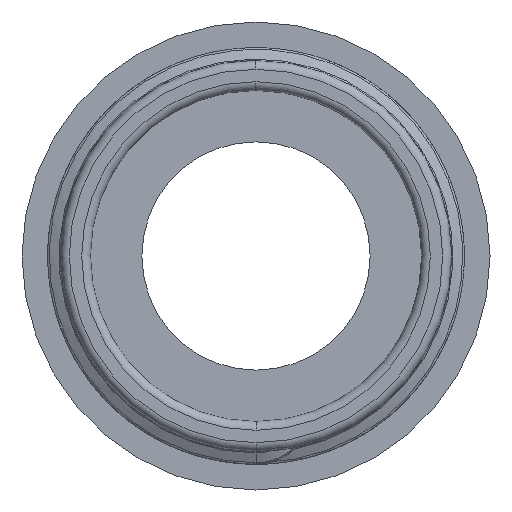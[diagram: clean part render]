
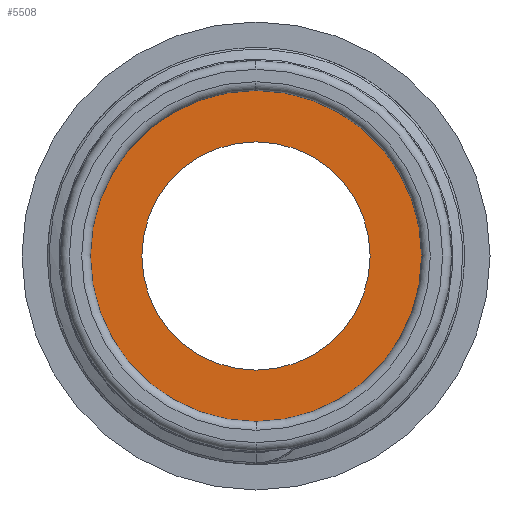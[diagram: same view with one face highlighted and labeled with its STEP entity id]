
A CAD part, left-side view. The second image highlights one B-rep face of the part: STEP entity #5508.
In plain terms, the highlighted planar face has unit normal (-1, 0, 0).
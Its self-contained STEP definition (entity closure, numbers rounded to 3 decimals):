
#172 = DIRECTION ( 'NONE',  ( 0., 0., -1. ) ) ;
#348 = CARTESIAN_POINT ( 'NONE',  ( 13., 0., 0. ) ) ;
#349 = DIRECTION ( 'NONE',  ( -1., 0., 0. ) ) ;
#350 = DIRECTION ( 'NONE',  ( 0., 0., 1. ) ) ;
#1906 = CARTESIAN_POINT ( 'NONE',  ( 13., 0., -13.1 ) ) ;
#1908 = CARTESIAN_POINT ( 'NONE',  ( 13., 0., -19. ) ) ;
#1909 = CARTESIAN_POINT ( 'NONE',  ( 13., 0., 13.1 ) ) ;
#1911 = CARTESIAN_POINT ( 'NONE',  ( 13., 0., 19. ) ) ;
#2518 = ORIENTED_EDGE ( 'NONE', *, *, #11209, .F. ) ;
#2519 = ORIENTED_EDGE ( 'NONE', *, *, #5570, .F. ) ;
#2520 = ORIENTED_EDGE ( 'NONE', *, *, #11219, .T. ) ;
#2521 = ORIENTED_EDGE ( 'NONE', *, *, #5576, .T. ) ;
#2655 = DIRECTION ( 'NONE',  ( 1., 0., 0. ) ) ;
#3156 = CARTESIAN_POINT ( 'NONE',  ( 13., 0., 0. ) ) ;
#3157 = DIRECTION ( 'NONE',  ( -1., 0., 0. ) ) ;
#3158 = DIRECTION ( 'NONE',  ( 0., 0., 1. ) ) ;
#3429 = AXIS2_PLACEMENT_3D ( 'NONE', #6927, #2655, #172 ) ;
#3509 = CIRCLE ( 'NONE', #3511, 13.1 ) ;
#3511 = AXIS2_PLACEMENT_3D ( 'NONE', #6626, #6627, #6628 ) ;
#3516 = CIRCLE ( 'NONE', #3520, 19. ) ;
#3520 = AXIS2_PLACEMENT_3D ( 'NONE', #6645, #6646, #6647 ) ;
#3648 = CIRCLE ( 'NONE', #3651, 13.1 ) ;
#3651 = AXIS2_PLACEMENT_3D ( 'NONE', #3156, #3157, #3158 ) ;
#3658 = CIRCLE ( 'NONE', #3661, 19. ) ;
#3661 = AXIS2_PLACEMENT_3D ( 'NONE', #348, #349, #350 ) ;
#5508 = ADVANCED_FACE ( 'NONE', ( #6931, #6932 ), #6933, .F. ) ;
#5570 = EDGE_CURVE ( 'NONE', #8750, #8753, #3509, .T. ) ;
#5576 = EDGE_CURVE ( 'NONE', #8752, #8755, #3516, .T. ) ;
#6626 = CARTESIAN_POINT ( 'NONE',  ( 13., 0., 0. ) ) ;
#6627 = DIRECTION ( 'NONE',  ( -1., 0., 0. ) ) ;
#6628 = DIRECTION ( 'NONE',  ( 0., 0., 1. ) ) ;
#6645 = CARTESIAN_POINT ( 'NONE',  ( 13., 0., 0. ) ) ;
#6646 = DIRECTION ( 'NONE',  ( -1., 0., 0. ) ) ;
#6647 = DIRECTION ( 'NONE',  ( 0., 0., 1. ) ) ;
#6927 = CARTESIAN_POINT ( 'NONE',  ( 13., 0., -13.1 ) ) ;
#6931 = FACE_BOUND ( 'NONE', #8708, .T. ) ;
#6932 = FACE_OUTER_BOUND ( 'NONE', #8684, .T. ) ;
#6933 = PLANE ( 'NONE',  #3429 ) ;
#8684 = EDGE_LOOP ( 'NONE', ( #2520, #2521 ) ) ;
#8708 = EDGE_LOOP ( 'NONE', ( #2518, #2519 ) ) ;
#8750 = VERTEX_POINT ( 'NONE', #1906 ) ;
#8752 = VERTEX_POINT ( 'NONE', #1908 ) ;
#8753 = VERTEX_POINT ( 'NONE', #1909 ) ;
#8755 = VERTEX_POINT ( 'NONE', #1911 ) ;
#11209 = EDGE_CURVE ( 'NONE', #8753, #8750, #3648, .T. ) ;
#11219 = EDGE_CURVE ( 'NONE', #8755, #8752, #3658, .T. ) ;
